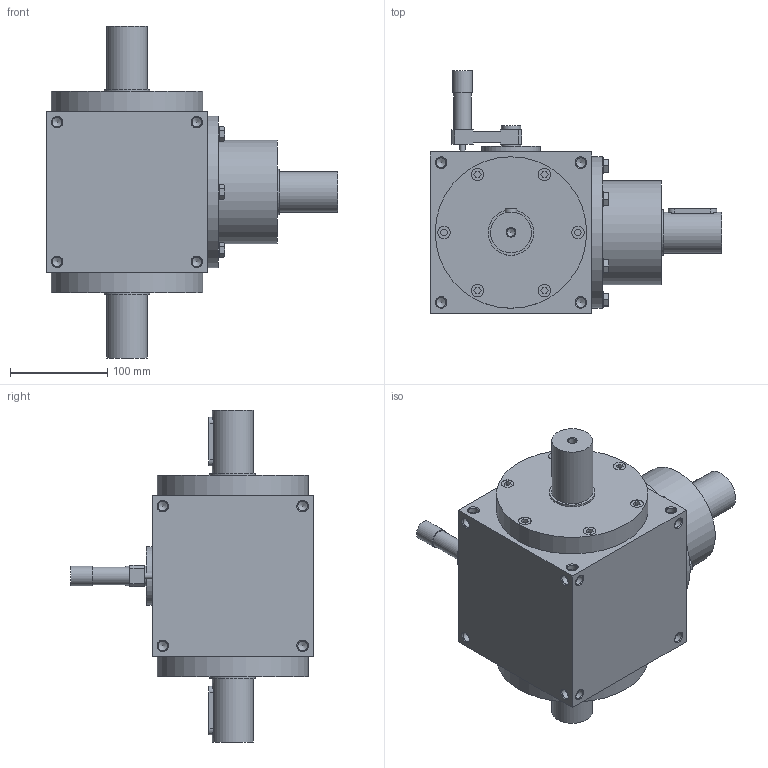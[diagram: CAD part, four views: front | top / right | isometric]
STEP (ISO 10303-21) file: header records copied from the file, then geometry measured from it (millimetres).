
FILE_DESCRIPTION( ( 'STEP AP214' ), '1' );
FILE_NAME( 'RIS166_RIS-C_R.1_1_SEL2.stp', '2018-08-15T15:17:51', ( '' ), ( '' ), ' ', 'PARTsolutions', ' ' );
FILE_SCHEMA( ( 'AUTOMOTIVE_DESIGN { 1 0 10303 214 1 1 1 1 }' ) );
Length unit declared in the file: millimetre
Products named in the file (6): RIS166_RIS-C_R.1/1_SEL2; _RIS1663-case; _RIS166-shaft; _RC_RR166-screw; _RIS166-proshaft; _RIS166-selector
Assembly tree (11 placements, depth 2):
  RIS166_RIS-C_R.1/1_SEL2
    _RIS1663-case
    _RIS166-shaft
    _RC_RR166-screw  x6
    _RIS166-proshaft  x2
    _RIS166-selector
Bounding box: 300 x 250 x 342 mm (x, y, z)
Volume: 6414997.4 mm3; surface area: 371865.2 mm2
Topology: 11 solids, 11 shells, 386 faces, 969 edges, 620 vertices
Faces by surface type: plane 203, cylinder 93, cone 90
Full cylindrical faces by diameter (mm): 6 x1, 8.376 x3, 10.106 x48, 13 x12, 16 x6, 18 x1, 20 x3, 42 x3, 47 x5, 60 x1, 107 x1, 156 x3
Entity records: 10532 total; most frequent: CARTESIAN_POINT 1551, DIRECTION 1398, ORIENTED_EDGE 1124, EDGE_CURVE 562, AXIS2_PLACEMENT_3D 547, EDGE_LOOP 466, VERTEX_POINT 444, FACE_OUTER_BOUND 372
